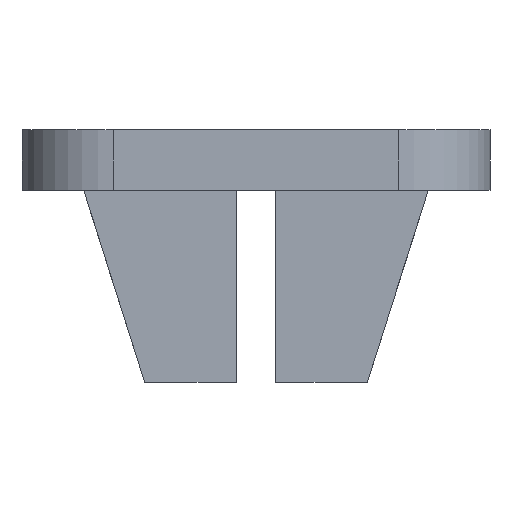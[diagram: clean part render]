
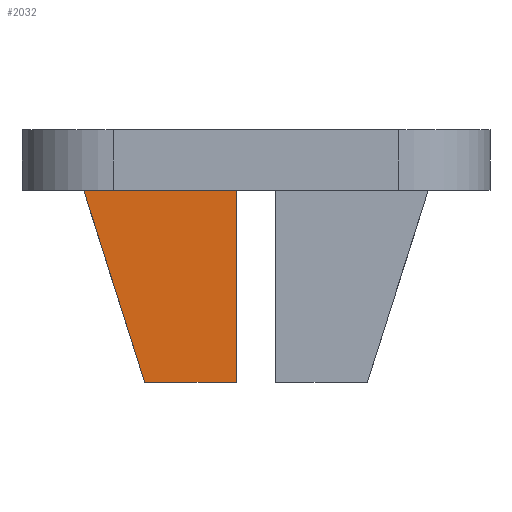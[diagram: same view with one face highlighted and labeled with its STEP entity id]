
A CAD part, front view. The second image highlights one B-rep face of the part: STEP entity #2032.
In plain terms, the highlighted planar face has unit normal (0, -1, 0).
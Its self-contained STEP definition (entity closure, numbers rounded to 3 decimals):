
#128 = PLANE('',#129);
#129 = AXIS2_PLACEMENT_3D('',#130,#131,#132);
#130 = CARTESIAN_POINT('',(0.,0.,0.));
#131 = DIRECTION('',(0.,0.,1.));
#132 = DIRECTION('',(1.,0.,0.));
#462 = VERTEX_POINT('',#463);
#463 = CARTESIAN_POINT('',(-0.826,-37.5,0.));
#477 = PLANE('',#478);
#478 = AXIS2_PLACEMENT_3D('',#479,#480,#481);
#479 = CARTESIAN_POINT('',(-0.826,37.5,0.));
#480 = DIRECTION('',(1.,0.,0.));
#481 = DIRECTION('',(0.,0.,-1.));
#489 = EDGE_CURVE('',#490,#462,#492,.T.);
#490 = VERTEX_POINT('',#491);
#491 = CARTESIAN_POINT('',(-7.176,-37.5,0.));
#492 = SURFACE_CURVE('',#493,(#497,#504),.PCURVE_S1.);
#493 = LINE('',#494,#495);
#494 = CARTESIAN_POINT('',(-7.176,-37.5,0.));
#495 = VECTOR('',#496,1.);
#496 = DIRECTION('',(1.,0.,0.));
#497 = PCURVE('',#128,#498);
#498 = DEFINITIONAL_REPRESENTATION('',(#499),#503);
#499 = LINE('',#500,#501);
#500 = CARTESIAN_POINT('',(-7.176,-37.5));
#501 = VECTOR('',#502,1.);
#502 = DIRECTION('',(1.,0.));
#503 = ( GEOMETRIC_REPRESENTATION_CONTEXT(2) 
PARAMETRIC_REPRESENTATION_CONTEXT() REPRESENTATION_CONTEXT('2D SPACE',''
  ) );
#504 = PCURVE('',#505,#510);
#505 = PLANE('',#506);
#506 = AXIS2_PLACEMENT_3D('',#507,#508,#509);
#507 = CARTESIAN_POINT('',(0.,-37.5,-3.617));
#508 = DIRECTION('',(0.,1.,0.));
#509 = DIRECTION('',(0.,0.,1.));
#510 = DEFINITIONAL_REPRESENTATION('',(#511),#515);
#511 = LINE('',#512,#513);
#512 = CARTESIAN_POINT('',(3.617,-7.175));
#513 = VECTOR('',#514,1.);
#514 = DIRECTION('',(0.,1.));
#515 = ( GEOMETRIC_REPRESENTATION_CONTEXT(2) 
PARAMETRIC_REPRESENTATION_CONTEXT() REPRESENTATION_CONTEXT('2D SPACE',''
  ) );
#531 = PLANE('',#532);
#532 = AXIS2_PLACEMENT_3D('',#533,#534,#535);
#533 = CARTESIAN_POINT('',(-4.636,37.5,-8.));
#534 = DIRECTION('',(-0.953,0.,-0.303)
  );
#535 = DIRECTION('',(-0.303,0.,0.953)
  );
#1812 = PLANE('',#1813);
#1813 = AXIS2_PLACEMENT_3D('',#1814,#1815,#1816);
#1814 = CARTESIAN_POINT('',(-0.826,37.5,-8.));
#1815 = DIRECTION('',(0.,0.,-1.));
#1816 = DIRECTION('',(-1.,0.,0.));
#1851 = VERTEX_POINT('',#1852);
#1852 = CARTESIAN_POINT('',(-4.636,-37.5,-8.));
#1873 = EDGE_CURVE('',#1851,#490,#1874,.T.);
#1874 = SURFACE_CURVE('',#1875,(#1879,#1886),.PCURVE_S1.);
#1875 = LINE('',#1876,#1877);
#1876 = CARTESIAN_POINT('',(-4.636,-37.5,-8.));
#1877 = VECTOR('',#1878,1.);
#1878 = DIRECTION('',(-0.303,0.,0.953
    ));
#1879 = PCURVE('',#531,#1880);
#1880 = DEFINITIONAL_REPRESENTATION('',(#1881),#1885);
#1881 = LINE('',#1882,#1883);
#1882 = CARTESIAN_POINT('',(0.,-75.));
#1883 = VECTOR('',#1884,1.);
#1884 = DIRECTION('',(1.,0.));
#1885 = ( GEOMETRIC_REPRESENTATION_CONTEXT(2) 
PARAMETRIC_REPRESENTATION_CONTEXT() REPRESENTATION_CONTEXT('2D SPACE',''
  ) );
#1886 = PCURVE('',#505,#1887);
#1887 = DEFINITIONAL_REPRESENTATION('',(#1888),#1892);
#1888 = LINE('',#1889,#1890);
#1889 = CARTESIAN_POINT('',(-4.383,-4.635));
#1890 = VECTOR('',#1891,1.);
#1891 = DIRECTION('',(0.953,-0.303));
#1892 = ( GEOMETRIC_REPRESENTATION_CONTEXT(2) 
PARAMETRIC_REPRESENTATION_CONTEXT() REPRESENTATION_CONTEXT('2D SPACE',''
  ) );
#1958 = EDGE_CURVE('',#462,#1959,#1961,.T.);
#1959 = VERTEX_POINT('',#1960);
#1960 = CARTESIAN_POINT('',(-0.826,-37.5,-8.));
#1961 = SURFACE_CURVE('',#1962,(#1966,#1973),.PCURVE_S1.);
#1962 = LINE('',#1963,#1964);
#1963 = CARTESIAN_POINT('',(-0.826,-37.5,0.));
#1964 = VECTOR('',#1965,1.);
#1965 = DIRECTION('',(0.,0.,-1.));
#1966 = PCURVE('',#477,#1967);
#1967 = DEFINITIONAL_REPRESENTATION('',(#1968),#1972);
#1968 = LINE('',#1969,#1970);
#1969 = CARTESIAN_POINT('',(0.,-75.));
#1970 = VECTOR('',#1971,1.);
#1971 = DIRECTION('',(1.,0.));
#1972 = ( GEOMETRIC_REPRESENTATION_CONTEXT(2) 
PARAMETRIC_REPRESENTATION_CONTEXT() REPRESENTATION_CONTEXT('2D SPACE',''
  ) );
#1973 = PCURVE('',#505,#1974);
#1974 = DEFINITIONAL_REPRESENTATION('',(#1975),#1979);
#1975 = LINE('',#1976,#1977);
#1976 = CARTESIAN_POINT('',(3.617,-0.825));
#1977 = VECTOR('',#1978,1.);
#1978 = DIRECTION('',(-1.,0.));
#1979 = ( GEOMETRIC_REPRESENTATION_CONTEXT(2) 
PARAMETRIC_REPRESENTATION_CONTEXT() REPRESENTATION_CONTEXT('2D SPACE',''
  ) );
#2032 = ADVANCED_FACE('',(#2033),#505,.F.);
#2033 = FACE_BOUND('',#2034,.F.);
#2034 = EDGE_LOOP('',(#2035,#2036,#2057,#2058));
#2035 = ORIENTED_EDGE('',*,*,#1958,.T.);
#2036 = ORIENTED_EDGE('',*,*,#2037,.T.);
#2037 = EDGE_CURVE('',#1959,#1851,#2038,.T.);
#2038 = SURFACE_CURVE('',#2039,(#2043,#2050),.PCURVE_S1.);
#2039 = LINE('',#2040,#2041);
#2040 = CARTESIAN_POINT('',(-0.826,-37.5,-8.));
#2041 = VECTOR('',#2042,1.);
#2042 = DIRECTION('',(-1.,-0.,0.));
#2043 = PCURVE('',#505,#2044);
#2044 = DEFINITIONAL_REPRESENTATION('',(#2045),#2049);
#2045 = LINE('',#2046,#2047);
#2046 = CARTESIAN_POINT('',(-4.383,-0.825));
#2047 = VECTOR('',#2048,1.);
#2048 = DIRECTION('',(0.,-1.));
#2049 = ( GEOMETRIC_REPRESENTATION_CONTEXT(2) 
PARAMETRIC_REPRESENTATION_CONTEXT() REPRESENTATION_CONTEXT('2D SPACE',''
  ) );
#2050 = PCURVE('',#1812,#2051);
#2051 = DEFINITIONAL_REPRESENTATION('',(#2052),#2056);
#2052 = LINE('',#2053,#2054);
#2053 = CARTESIAN_POINT('',(-0.,-75.));
#2054 = VECTOR('',#2055,1.);
#2055 = DIRECTION('',(1.,0.));
#2056 = ( GEOMETRIC_REPRESENTATION_CONTEXT(2) 
PARAMETRIC_REPRESENTATION_CONTEXT() REPRESENTATION_CONTEXT('2D SPACE',''
  ) );
#2057 = ORIENTED_EDGE('',*,*,#1873,.T.);
#2058 = ORIENTED_EDGE('',*,*,#489,.T.);
